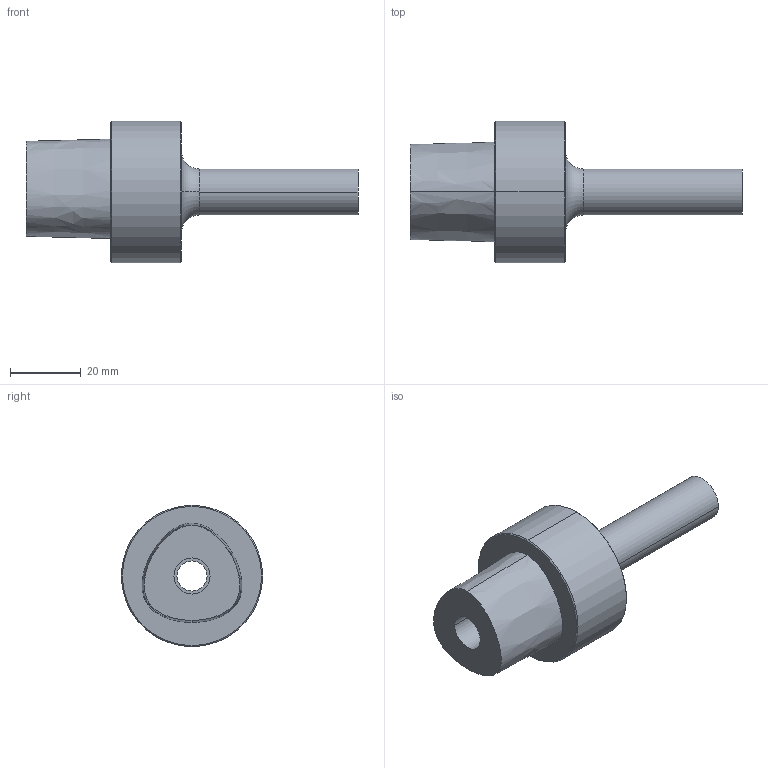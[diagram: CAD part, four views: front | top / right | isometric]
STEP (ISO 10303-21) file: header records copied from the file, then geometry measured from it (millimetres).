
FILE_DESCRIPTION((''),'2;1');
FILE_NAME('84110402','2021-03-08T14:40:01',('thiemer'),(''),'CREO PARAMETRIC BY PTC INC, 2020053','CREO PARAMETRIC BY PTC INC, 2020053','');
FILE_SCHEMA(('AP242_MANAGED_MODEL_BASED_3D_ENGINEERING_MIM_LF { 1 0 10303 442 1 1 4 }'));
Length unit declared in the file: millimetre
Products named in the file (1): 84110402
Bounding box: 94 x 40 x 40 mm (x, y, z)
Volume: 39689.1 mm3; surface area: 11607.5 mm2
Topology: 1 solids, 1 shells, 21 faces, 50 edges, 35 vertices
Faces by surface type: cylinder 8, plane 5, cone 4, bspline 2, torus 2
Entity records: 1346 total; most frequent: CARTESIAN_POINT 286, DIRECTION 145, ORIENTED_EDGE 84, PRESENTATION_STYLE_ASSIGNMENT 63, STYLED_ITEM 63, CURVE_STYLE 62, AXIS2_PLACEMENT_3D 58, EDGE_CURVE 42
